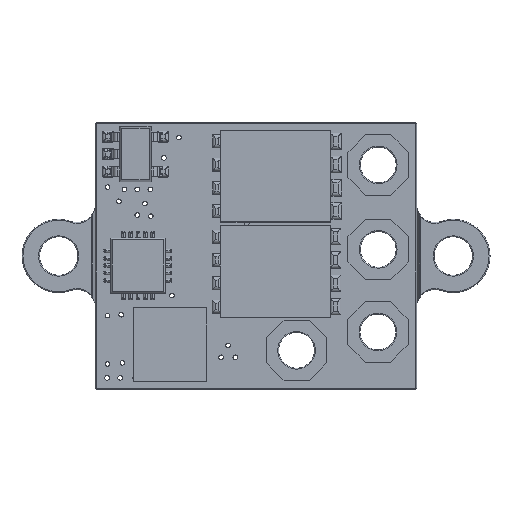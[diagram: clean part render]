
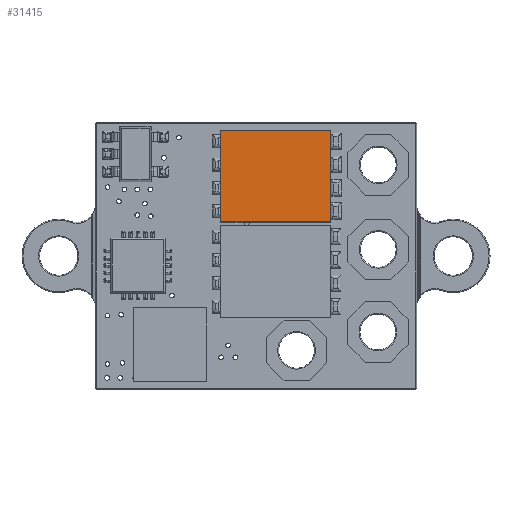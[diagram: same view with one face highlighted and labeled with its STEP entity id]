
A CAD part, top view. The second image highlights one B-rep face of the part: STEP entity #31415.
In plain terms, the highlighted planar face has unit normal (0, 0, 1).
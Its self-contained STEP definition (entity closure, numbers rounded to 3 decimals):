
#855 = VECTOR ( 'NONE', #70598, 1000. ) ;
#1185 = VECTOR ( 'NONE', #32467, 1000. ) ;
#4382 = CARTESIAN_POINT ( 'NONE',  ( 6.83, 9.1, 2. ) ) ;
#11979 = EDGE_CURVE ( 'NONE', #20923, #59499, #13379, .T. ) ;
#13379 = LINE ( 'NONE', #66772, #21418 ) ;
#14170 = DIRECTION ( 'NONE',  ( 1., 0., 0. ) ) ;
#14213 = LINE ( 'NONE', #44605, #1185 ) ;
#20783 = DIRECTION ( 'NONE',  ( 0., 0., 1. ) ) ;
#20923 = VERTEX_POINT ( 'NONE', #71039 ) ;
#21418 = VECTOR ( 'NONE', #48452, 1000. ) ;
#23006 = ORIENTED_EDGE ( 'NONE', *, *, #23925, .T. ) ;
#23925 = EDGE_CURVE ( 'NONE', #44457, #70617, #14213, .T. ) ;
#25969 = ORIENTED_EDGE ( 'NONE', *, *, #46582, .T. ) ;
#31415 = ADVANCED_FACE ( 'NONE', ( #67533 ), #55846, .T. ) ;
#32467 = DIRECTION ( 'NONE',  ( 0., -1., 0. ) ) ;
#38244 = VECTOR ( 'NONE', #59479, 1000. ) ;
#41862 = ORIENTED_EDGE ( 'NONE', *, *, #11979, .T. ) ;
#42296 = CARTESIAN_POINT ( 'NONE',  ( 12.83, 14.1, 2. ) ) ;
#43394 = CARTESIAN_POINT ( 'NONE',  ( 6.83, 9.1, 2. ) ) ;
#44457 = VERTEX_POINT ( 'NONE', #65317 ) ;
#44605 = CARTESIAN_POINT ( 'NONE',  ( 6.83, 14.1, 2. ) ) ;
#45575 = AXIS2_PLACEMENT_3D ( 'NONE', #50765, #20783, #14170 ) ;
#46582 = EDGE_CURVE ( 'NONE', #70617, #20923, #51936, .T. ) ;
#48452 = DIRECTION ( 'NONE',  ( 0., 1., 0. ) ) ;
#50215 = EDGE_LOOP ( 'NONE', ( #25969, #41862, #62583, #23006 ) ) ;
#50765 = CARTESIAN_POINT ( 'NONE',  ( 9.83, 11.6, 2. ) ) ;
#51936 = LINE ( 'NONE', #4382, #855 ) ;
#55846 = PLANE ( 'NONE',  #45575 ) ;
#55923 = CARTESIAN_POINT ( 'NONE',  ( 12.83, 14.1, 2. ) ) ;
#59479 = DIRECTION ( 'NONE',  ( -1., 0., 0. ) ) ;
#59499 = VERTEX_POINT ( 'NONE', #55923 ) ;
#61469 = EDGE_CURVE ( 'NONE', #59499, #44457, #71908, .T. ) ;
#62583 = ORIENTED_EDGE ( 'NONE', *, *, #61469, .T. ) ;
#65317 = CARTESIAN_POINT ( 'NONE',  ( 6.83, 14.1, 2. ) ) ;
#66772 = CARTESIAN_POINT ( 'NONE',  ( 12.83, 9.1, 2. ) ) ;
#67533 = FACE_OUTER_BOUND ( 'NONE', #50215, .T. ) ;
#70598 = DIRECTION ( 'NONE',  ( 1., 0., 0. ) ) ;
#70617 = VERTEX_POINT ( 'NONE', #43394 ) ;
#71039 = CARTESIAN_POINT ( 'NONE',  ( 12.83, 9.1, 2. ) ) ;
#71908 = LINE ( 'NONE', #42296, #38244 ) ;
